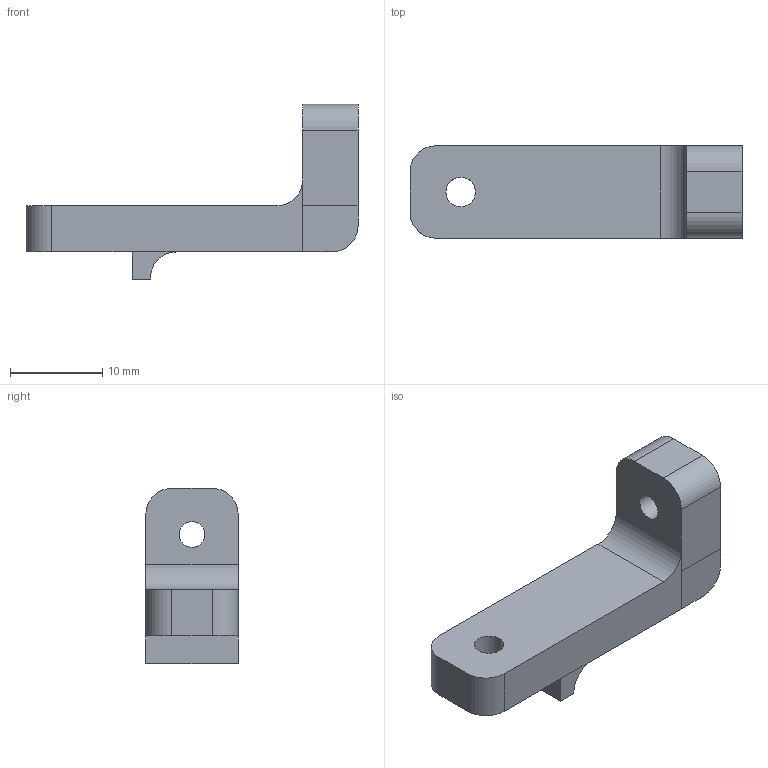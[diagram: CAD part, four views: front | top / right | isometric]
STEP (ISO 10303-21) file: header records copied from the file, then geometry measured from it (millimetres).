
FILE_DESCRIPTION(('FreeCAD Model'),'2;1');
FILE_NAME('y-linear-endstop-x1.step', '2021-05-02T11:21:16',('Author'),(''), 'Open CASCADE STEP processor 7.3','FreeCAD','Unknown');
FILE_SCHEMA(('AUTOMOTIVE_DESIGN { 1 0 10303 214 1 1 1 1 }'));
Length unit declared in the file: millimetre
Products named in the file (1): y-linear-endstop
Bounding box: 36 x 10 x 19 mm (x, y, z)
Volume: 2422.7 mm3; surface area: 1606.1 mm2
Topology: 1 solids, 1 shells, 29 faces, 73 edges, 46 vertices
Faces by surface type: plane 20, cylinder 9
Full cylindrical faces by diameter (mm): 2.8 x1, 3.2 x1
Entity records: 2069 total; most frequent: CARTESIAN_POINT 367, DIRECTION 285, LINE 183, VECTOR 183, ORIENTED_EDGE 146, PCURVE 146, DEFINITIONAL_REPRESENTATION 146, EDGE_CURVE 73
